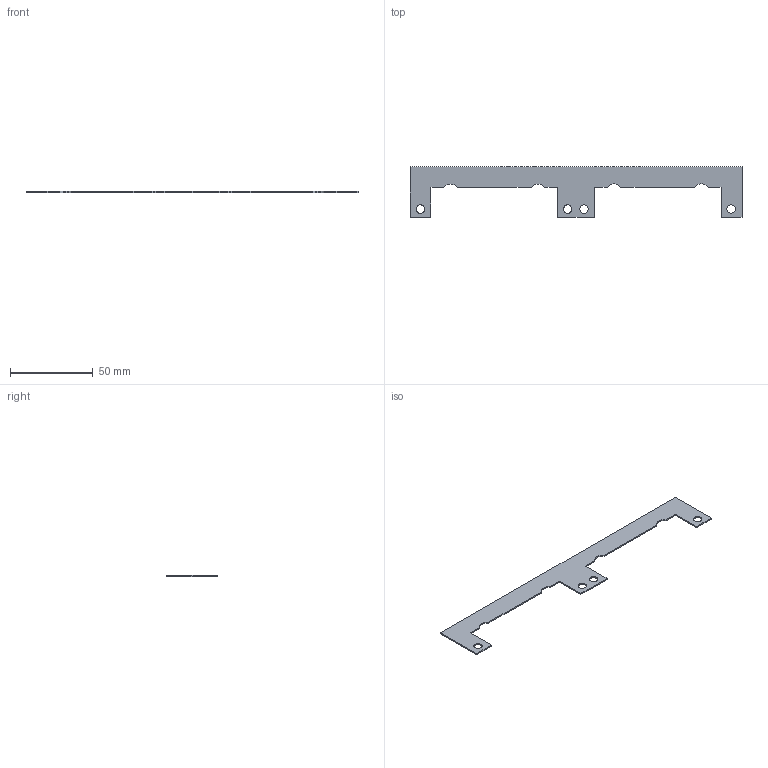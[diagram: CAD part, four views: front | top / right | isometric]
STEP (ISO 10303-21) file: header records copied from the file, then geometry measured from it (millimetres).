
FILE_DESCRIPTION(/* description */ (''),/* implementation_level */ '2;1');
FILE_NAME(/* name */ 'Copper BusBar - 3 Par Blocks v5.step',/* time_stamp */ '2019-10-14T14:55:24-04:00',/* author */ (''),/* organization */ (''),/* preprocessor_version */ 'ST-DEVELOPER v18',/* originating_system */ 'Autodesk Translation Framework v8.6.0.1094',/* authorisation */ '');
FILE_SCHEMA (('AUTOMOTIVE_DESIGN { 1 0 10303 214 3 1 1 }'));
Length unit declared in the file: millimetre
Products named in the file (4): Copper BusBar - 3 Par Blocks; copper busbar assy for 3 blocks; copper busbar assy for 3 blocks (1); New Part (5)
Assembly tree (3 placements, depth 4):
  Copper BusBar - 3 Par Blocks
    copper busbar assy for 3 blocks
      copper busbar assy for 3 blocks (1)
        New Part (5)
Bounding box: 201.12 x 30.86 x 0.79 mm (x, y, z)
Volume: 2584.7 mm3; surface area: 7042.1 mm2
Topology: 1 solids, 1 shells, 26 faces, 80 edges, 56 vertices
Faces by surface type: plane 18, cylinder 8
Full cylindrical faces by diameter (mm): 5.08 x4
Entity records: 1028 total; most frequent: DIRECTION 170, CARTESIAN_POINT 169, ORIENTED_EDGE 160, EDGE_CURVE 80, AXIS2_PLACEMENT_3D 57, LINE 56, VECTOR 56, VERTEX_POINT 56
